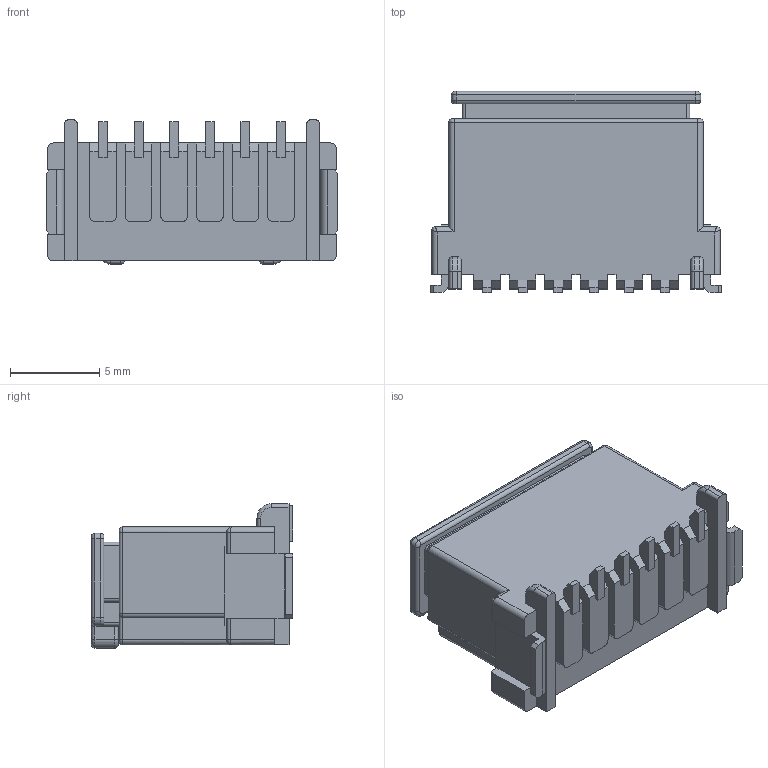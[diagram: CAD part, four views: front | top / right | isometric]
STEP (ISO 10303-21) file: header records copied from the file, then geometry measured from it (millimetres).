
FILE_DESCRIPTION (( 'STEP AP214' ), '1' );
FILE_NAME ('C_020 S SMT 6P V.STEP', '2019-02-13T00:06:44', ( 'Personal' ), ( 'Microsoft' ), 'SwSTEP 2.0', 'SolidWorks 2014', '' );
FILE_SCHEMA (( 'AUTOMOTIVE_DESIGN' ));
Length unit declared in the file: millimetre
Products named in the file (3): C_020 S 6F HSG; C_020 S SMT 6P V; C_020 S SMT 6M VTC Ass`y
Assembly tree (2 placements, depth 2):
  C_020 S SMT 6P V
    C_020 S SMT 6M VTC Ass`y
    C_020 S 6F HSG
Bounding box: 16.39 x 11.3 x 8.11 mm (x, y, z)
Volume: 896.1 mm3; surface area: 1669.5 mm2
Topology: 2 solids, 2 shells, 726 faces, 1851 edges, 1122 vertices
Faces by surface type: plane 396, cylinder 219, torus 63, bspline 34, sphere 14
Entity records: 22724 total; most frequent: CARTESIAN_POINT 5398, ORIENTED_EDGE 3646, DIRECTION 3518, EDGE_CURVE 1823, VECTOR 1298, LINE 1298, VERTEX_POINT 1122, AXIS2_PLACEMENT_3D 1110
